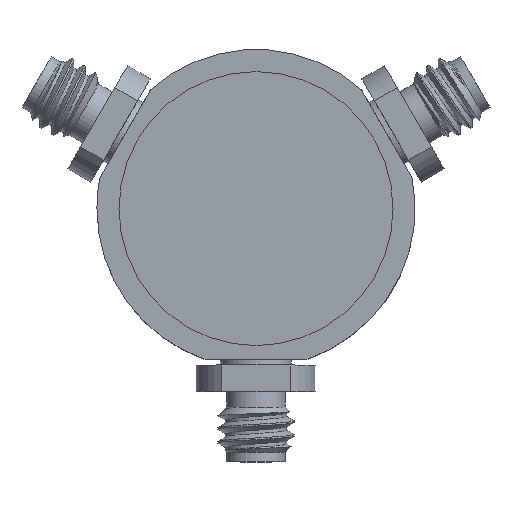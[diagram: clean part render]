
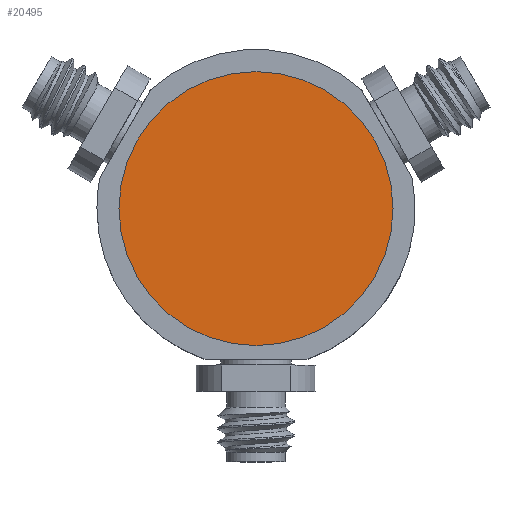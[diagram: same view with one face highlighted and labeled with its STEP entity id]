
A CAD part, top view. The second image highlights one B-rep face of the part: STEP entity #20495.
In plain terms, the highlighted planar face has unit normal (0, 0, 1).
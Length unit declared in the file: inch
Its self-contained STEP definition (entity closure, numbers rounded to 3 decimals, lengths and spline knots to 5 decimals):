
#821 = DIRECTION ( 'NONE',  ( 1., 0., 0. ) ) ;
#939 = DIRECTION ( 'NONE',  ( 0., 0., 1. ) ) ;
#2218 = CIRCLE ( 'NONE', #16449, 0.27559 ) ;
#4094 = CARTESIAN_POINT ( 'NONE',  ( 0., 0., 0.002 ) ) ;
#4193 = AXIS2_PLACEMENT_3D ( 'NONE', #4094, #20563, #11461 ) ;
#5954 = ORIENTED_EDGE ( 'NONE', *, *, #18840, .T. ) ;
#6146 = FACE_OUTER_BOUND ( 'NONE', #11069, .T. ) ;
#7959 = CARTESIAN_POINT ( 'NONE',  ( 0., 0., 0.002 ) ) ;
#11069 = EDGE_LOOP ( 'NONE', ( #13570, #5954 ) ) ;
#11130 = AXIS2_PLACEMENT_3D ( 'NONE', #7959, #939, #821 ) ;
#11461 = DIRECTION ( 'NONE',  ( 1., 0., 0. ) ) ;
#12501 = DIRECTION ( 'NONE',  ( 0., 0., 1. ) ) ;
#13263 = PLANE ( 'NONE',  #4193 ) ;
#13570 = ORIENTED_EDGE ( 'NONE', *, *, #22848, .T. ) ;
#13648 = VERTEX_POINT ( 'NONE', #15656 ) ;
#15656 = CARTESIAN_POINT ( 'NONE',  ( -0.27559, 0., 0.002 ) ) ;
#16444 = CARTESIAN_POINT ( 'NONE',  ( 0., 0., 0.002 ) ) ;
#16449 = AXIS2_PLACEMENT_3D ( 'NONE', #16444, #12501, #23755 ) ;
#18840 = EDGE_CURVE ( 'NONE', #19168, #13648, #2218, .T. ) ;
#19159 = CARTESIAN_POINT ( 'NONE',  ( 0.27559, 0., 0.002 ) ) ;
#19168 = VERTEX_POINT ( 'NONE', #19159 ) ;
#20495 = ADVANCED_FACE ( 'NONE', ( #6146 ), #13263, .T. ) ;
#20563 = DIRECTION ( 'NONE',  ( 0., 0., 1. ) ) ;
#21444 = CIRCLE ( 'NONE', #11130, 0.27559 ) ;
#22848 = EDGE_CURVE ( 'NONE', #13648, #19168, #21444, .T. ) ;
#23755 = DIRECTION ( 'NONE',  ( 1., 0., 0. ) ) ;
